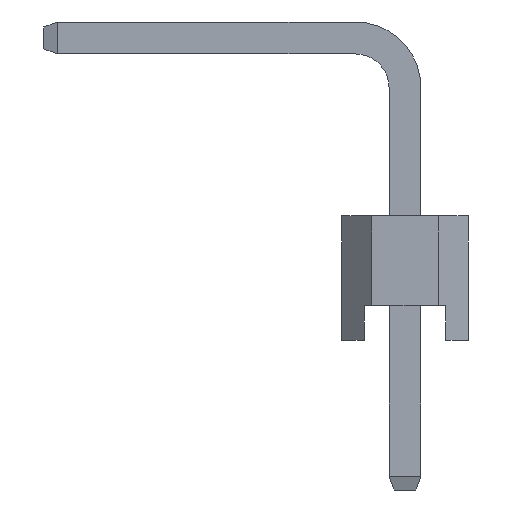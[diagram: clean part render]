
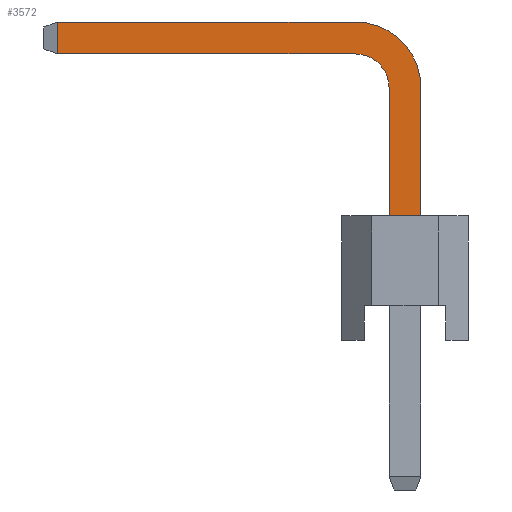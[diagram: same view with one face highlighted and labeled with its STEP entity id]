
A CAD part, left-side view. The second image highlights one B-rep face of the part: STEP entity #3572.
In plain terms, the highlighted planar face has unit normal (-1, 0, 0).
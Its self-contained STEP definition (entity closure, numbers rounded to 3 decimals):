
#3572=ADVANCED_FACE('',(#11002),#11004,.T.);
#11002=FACE_BOUND('',#11003,.T.);
#11003=EDGE_LOOP('',(#17129,#17130,#17131,#17132,#17133,#17134,#17135,#17136));
#11004=PLANE('',#11005);
#11005=AXIS2_PLACEMENT_3D('',#11006,#11007,#11008);
#11006=CARTESIAN_POINT('',(-0.32,0.32,-3.));
#11007=DIRECTION('',(-1.,0.,0.));
#11008=DIRECTION('',(0.,-1.,0.));
#17129=ORIENTED_EDGE('',*,*,#20842,.F.);
#17130=ORIENTED_EDGE('',*,*,#20843,.F.);
#17131=ORIENTED_EDGE('',*,*,#20844,.F.);
#17132=ORIENTED_EDGE('',*,*,#20831,.F.);
#17133=ORIENTED_EDGE('',*,*,#19450,.T.);
#17134=ORIENTED_EDGE('',*,*,#20841,.T.);
#17135=ORIENTED_EDGE('',*,*,#20845,.T.);
#17136=ORIENTED_EDGE('',*,*,#20846,.T.);
#19450=EDGE_CURVE('',#22028,#22032,#22034,.T.);
#20831=EDGE_CURVE('',#22028,#24353,#24354,.T.);
#20841=EDGE_CURVE('',#22032,#24369,#24371,.T.);
#20842=EDGE_CURVE('',#24372,#24373,#24374,.T.);
#20843=EDGE_CURVE('',#24375,#24372,#24376,.T.);
#20844=EDGE_CURVE('',#24353,#24375,#24377,.T.);
#20845=EDGE_CURVE('',#24369,#24378,#24379,.T.);
#20846=EDGE_CURVE('',#24378,#24373,#24380,.T.);
#22028=VERTEX_POINT('',#26346);
#22032=VERTEX_POINT('',#26354);
#22034=LINE('',#26358,#26359);
#24353=VERTEX_POINT('',#31547);
#24354=LINE('',#31548,#31549);
#24369=VERTEX_POINT('',#31583);
#24371=LINE('',#31587,#31588);
#24372=VERTEX_POINT('',#31590);
#24373=VERTEX_POINT('',#31591);
#24374=LINE('',#31592,#31593);
#24375=VERTEX_POINT('',#31595);
#24376=LINE('',#31596,#31597);
#24377=CIRCLE('',#31599,0.68);
#24378=VERTEX_POINT('',#31603);
#24379=CIRCLE('',#31604,1.32);
#24380=LINE('',#31608,#31609);
#26346=CARTESIAN_POINT('',(-0.32,0.32,2.5));
#26354=CARTESIAN_POINT('',(-0.32,-0.32,2.5));
#26358=CARTESIAN_POINT('',(-0.32,0.32,2.5));
#26359=VECTOR('',#26360,1.);
#26360=DIRECTION('',(0.,-1.,0.));
#31547=CARTESIAN_POINT('',(-0.32,0.32,5.07));
#31548=CARTESIAN_POINT('',(-0.32,0.32,2.5));
#31549=VECTOR('',#31550,1.);
#31550=DIRECTION('',(0.,0.,1.));
#31583=CARTESIAN_POINT('',(-0.32,-0.32,5.07));
#31587=CARTESIAN_POINT('',(-0.32,-0.32,2.5));
#31588=VECTOR('',#31589,1.);
#31589=DIRECTION('',(0.,0.,1.));
#31590=CARTESIAN_POINT('',(-0.32,6.975,5.75));
#31591=CARTESIAN_POINT('',(-0.32,6.975,6.39));
#31592=CARTESIAN_POINT('',(-0.32,6.975,5.75));
#31593=VECTOR('',#31594,1.);
#31594=DIRECTION('',(0.,0.,1.));
#31595=CARTESIAN_POINT('',(-0.32,1.,5.75));
#31596=CARTESIAN_POINT('',(-0.32,1.,5.75));
#31597=VECTOR('',#31598,1.);
#31598=DIRECTION('',(0.,1.,0.));
#31599=AXIS2_PLACEMENT_3D('',#31600,#31601,#31602);
#31600=CARTESIAN_POINT('',(-0.32,1.,5.07));
#31601=DIRECTION('',(-1.,-0.,0.));
#31602=DIRECTION('',(0.,-1.,0.));
#31603=CARTESIAN_POINT('',(-0.32,1.,6.39));
#31604=AXIS2_PLACEMENT_3D('',#31605,#31606,#31607);
#31605=CARTESIAN_POINT('',(-0.32,1.,5.07));
#31606=DIRECTION('',(-1.,-0.,0.));
#31607=DIRECTION('',(0.,-1.,0.));
#31608=CARTESIAN_POINT('',(-0.32,1.,6.39));
#31609=VECTOR('',#31610,1.);
#31610=DIRECTION('',(0.,1.,0.));
